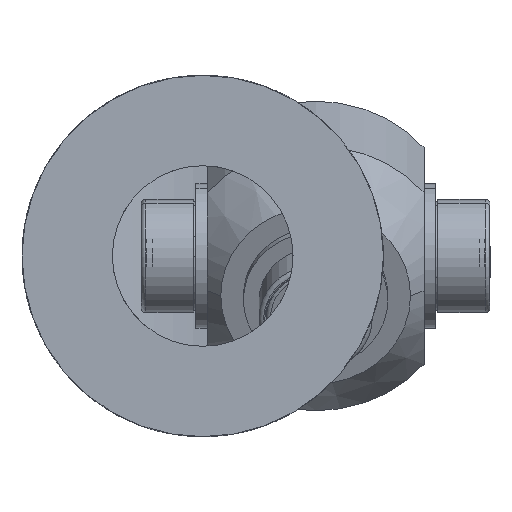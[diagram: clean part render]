
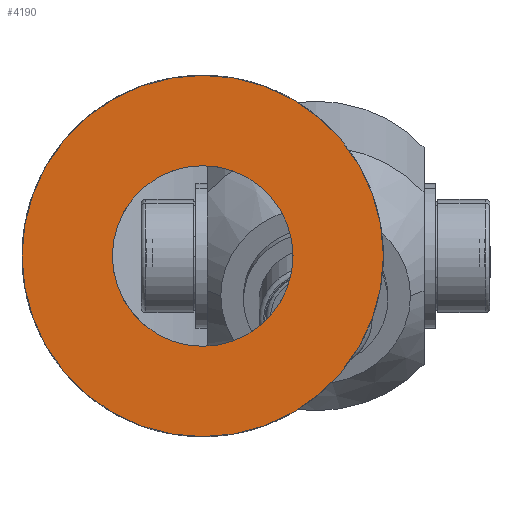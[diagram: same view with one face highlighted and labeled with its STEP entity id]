
A CAD part, left-side view. The second image highlights one B-rep face of the part: STEP entity #4190.
In plain terms, the highlighted face is planar.
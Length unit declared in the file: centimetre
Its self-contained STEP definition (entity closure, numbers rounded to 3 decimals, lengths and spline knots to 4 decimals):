
#1030=PLANE('',#4447);
#1139=VERTEX_POINT('',#6173);
#1177=VERTEX_POINT('',#6509);
#1514=CIRCLE('',#4425,2.);
#1520=CIRCLE('',#4445,4.);
#1815=EDGE_CURVE('',#1139,#1139,#1514,.T.);
#1867=EDGE_CURVE('',#1177,#1177,#1520,.T.);
#2501=ORIENTED_EDGE('',*,*,#1815,.T.);
#2502=ORIENTED_EDGE('',*,*,#1867,.F.);
#3575=EDGE_LOOP('',(#2501));
#3576=EDGE_LOOP('',(#2502));
#3886=FACE_BOUND('',#3575,.T.);
#3887=FACE_BOUND('',#3576,.T.);
#4190=ADVANCED_FACE('',(#3886,#3887),#1030,.T.);
#4425=AXIS2_PLACEMENT_3D('',#6172,#4984,#4985);
#4445=AXIS2_PLACEMENT_3D('',#6508,#5040,#5041);
#4447=AXIS2_PLACEMENT_3D('',#6525,#5044,$);
#4984=DIRECTION('',(0.,0.,-1.));
#4985=DIRECTION('',(2.,0.,0.));
#5040=DIRECTION('',(0.,0.,-1.));
#5041=DIRECTION('',(4.,0.,0.));
#5044=DIRECTION('',(0.,0.,1.));
#6172=CARTESIAN_POINT('',(0.,0.,8.5));
#6173=CARTESIAN_POINT('',(-2.,0.,8.5));
#6508=CARTESIAN_POINT('',(0.,0.,8.5));
#6509=CARTESIAN_POINT('',(4.,0.,8.5));
#6525=CARTESIAN_POINT('',(0.,0.,8.5));
